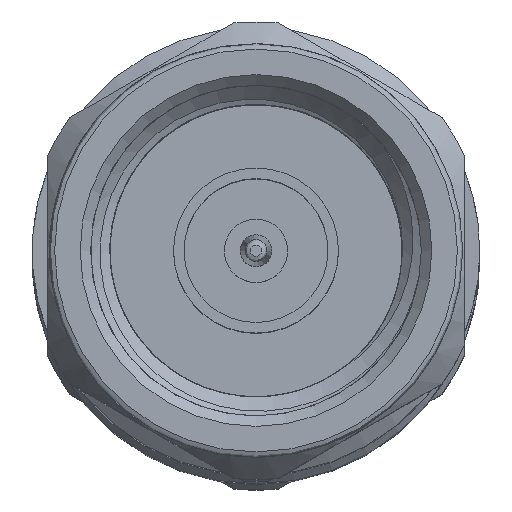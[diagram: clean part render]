
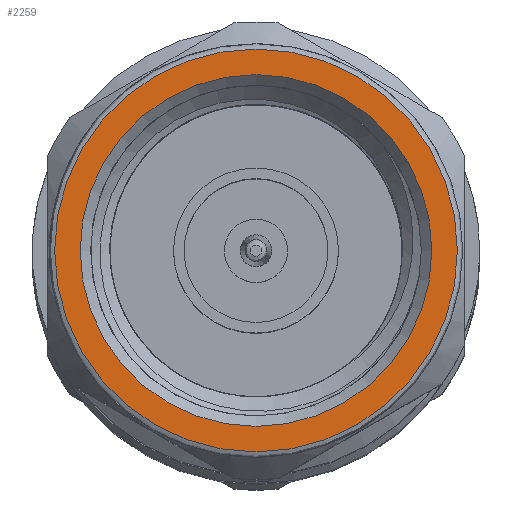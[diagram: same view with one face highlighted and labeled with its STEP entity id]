
A CAD part, top view. The second image highlights one B-rep face of the part: STEP entity #2259.
In plain terms, the highlighted face is planar.
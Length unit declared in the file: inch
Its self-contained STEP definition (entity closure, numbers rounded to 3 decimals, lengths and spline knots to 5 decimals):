
#56 = VERTEX_POINT ( 'NONE', #2894 ) ;
#206 = DIRECTION ( 'NONE',  ( 0., 1., 0. ) ) ;
#267 = CIRCLE ( 'NONE', #3748, 0.38082 ) ;
#819 = EDGE_LOOP ( 'NONE', ( #1191 ) ) ;
#861 = CARTESIAN_POINT ( 'NONE',  ( 0., 0., 0. ) ) ;
#1013 = EDGE_CURVE ( 'NONE', #1996, #1996, #2012, .T. ) ;
#1074 = DIRECTION ( 'NONE',  ( 0., 1., 0. ) ) ;
#1144 = ORIENTED_EDGE ( 'NONE', *, *, #1013, .T. ) ;
#1145 = EDGE_CURVE ( 'NONE', #56, #56, #267, .T. ) ;
#1191 = ORIENTED_EDGE ( 'NONE', *, *, #1145, .T. ) ;
#1419 = CARTESIAN_POINT ( 'NONE',  ( 0., 0., 0. ) ) ;
#1714 = FACE_OUTER_BOUND ( 'NONE', #819, .T. ) ;
#1788 = AXIS2_PLACEMENT_3D ( 'NONE', #1419, #2027, #206 ) ;
#1996 = VERTEX_POINT ( 'NONE', #3800 ) ;
#2012 = CIRCLE ( 'NONE', #3001, 0.3325 ) ;
#2027 = DIRECTION ( 'NONE',  ( 1., 0., 0. ) ) ;
#2259 = ADVANCED_FACE ( 'NONE', ( #3882, #1714 ), #3326, .F. ) ;
#2369 = EDGE_LOOP ( 'NONE', ( #1144 ) ) ;
#2438 = DIRECTION ( 'NONE',  ( 0., 1., 0. ) ) ;
#2894 = CARTESIAN_POINT ( 'NONE',  ( 0., 0.38082, 0. ) ) ;
#3001 = AXIS2_PLACEMENT_3D ( 'NONE', #3278, #3916, #1074 ) ;
#3278 = CARTESIAN_POINT ( 'NONE',  ( 0., 0., 0. ) ) ;
#3326 = PLANE ( 'NONE',  #1788 ) ;
#3386 = DIRECTION ( 'NONE',  ( -1., 0., 0. ) ) ;
#3748 = AXIS2_PLACEMENT_3D ( 'NONE', #861, #3386, #2438 ) ;
#3800 = CARTESIAN_POINT ( 'NONE',  ( 0., 0.3325, 0. ) ) ;
#3882 = FACE_BOUND ( 'NONE', #2369, .T. ) ;
#3916 = DIRECTION ( 'NONE',  ( 1., 0., 0. ) ) ;
